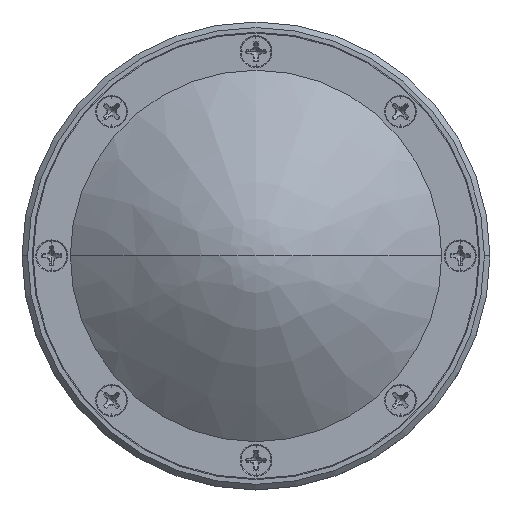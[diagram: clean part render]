
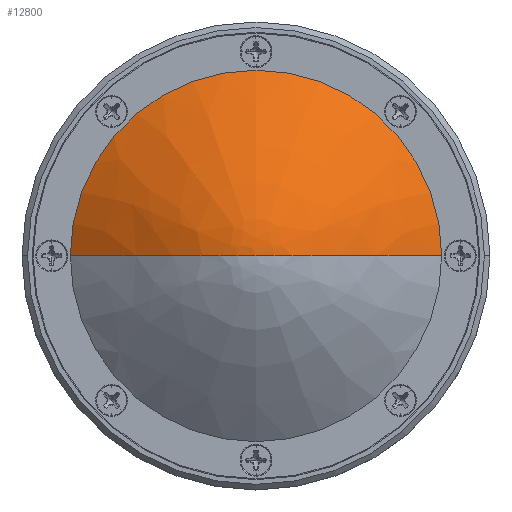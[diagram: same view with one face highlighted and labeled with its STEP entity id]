
A CAD part, top view. The second image highlights one B-rep face of the part: STEP entity #12800.
In plain terms, the highlighted free-form (B-spline) face has degree [5, 3] with [6, 4] control points.
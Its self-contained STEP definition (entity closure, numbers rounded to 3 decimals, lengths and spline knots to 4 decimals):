
#2501 = DIRECTION ( 'NONE',  ( 0., 0., -1. ) ) ;
#2986 = VERTEX_POINT ( 'NONE', #36499 ) ;
#3157 = CIRCLE ( 'NONE', #42346, 1. ) ;
#5128 = CARTESIAN_POINT ( 'NONE',  ( 1., 0., 0.1354 ) ) ;
#8396 = ORIENTED_EDGE ( 'NONE', *, *, #52878, .F. ) ;
#8825 = ORIENTED_EDGE ( 'NONE', *, *, #32250, .T. ) ;
#8895 = CARTESIAN_POINT ( 'NONE',  ( -0.4, 0., 0.5592 ) ) ;
#9214 = CARTESIAN_POINT ( 'NONE',  ( -0.4, 0.8, 0.5592 ) ) ;
#11013 = CARTESIAN_POINT ( 'NONE',  ( -0.4, 0., 0.5592 ) ) ;
#12776 = DIRECTION ( 'NONE',  ( -1., 0., 0. ) ) ;
#12800 = ADVANCED_FACE ( 'NONE', ( #49349 ), #45301, .F. ) ;
#13533 = CARTESIAN_POINT ( 'NONE',  ( 0., 0., 0.646 ) ) ;
#13855 = CARTESIAN_POINT ( 'NONE',  ( 0.6, 1.2, 0.4275 ) ) ;
#14813 = EDGE_CURVE ( 'NONE', #65202, #23859, #3157, .T. ) ;
#15218 = EDGE_LOOP ( 'NONE', ( #8396, #8825, #19954 ) ) ;
#19176 = CARTESIAN_POINT ( 'NONE',  ( 0., 0., 0.646 ) ) ;
#19954 = ORIENTED_EDGE ( 'NONE', *, *, #14813, .F. ) ;
#20707 = CARTESIAN_POINT ( 'NONE',  ( -1., 0., 0.1354 ) ) ;
#23859 = VERTEX_POINT ( 'NONE', #5128 ) ;
#24325 = CARTESIAN_POINT ( 'NONE',  ( 0.8, 0., 0.2866 ) ) ;
#24461 = CARTESIAN_POINT ( 'NONE',  ( 0.4, 0., 0.5592 ) ) ;
#25270 = CARTESIAN_POINT ( 'NONE',  ( 0., 0., 0.646 ) ) ;
#29123 = CARTESIAN_POINT ( 'NONE',  ( -1., 0., 0.1354 ) ) ;
#29435 = CARTESIAN_POINT ( 'NONE',  ( -1., 2., 0.1354 ) ) ;
#29771 = CARTESIAN_POINT ( 'NONE',  ( 0.6, 0., 0.4275 ) ) ;
#30130 = B_SPLINE_CURVE_WITH_KNOTS ( 'NONE', 5,
 ( #58819, #48885, #39907, #33966, #24325, #34942 ),
 .UNSPECIFIED., .F., .F.,
 ( 6, 6 ),
 ( 0.084, 0.924 ),
 .UNSPECIFIED. ) ;
#30573 = CARTESIAN_POINT ( 'NONE',  ( -1., 0., 0.1354 ) ) ;
#31956 = B_SPLINE_CURVE_WITH_KNOTS ( 'NONE', 5,
 ( #25270, #45491, #11013, #40527, #40859, #30573 ),
 .UNSPECIFIED., .F., .F.,
 ( 6, 6 ),
 ( 0.084, 0.924 ),
 .UNSPECIFIED. ) ;
#32250 = EDGE_CURVE ( 'NONE', #2986, #23859, #30130, .T. ) ;
#33766 = CARTESIAN_POINT ( 'NONE',  ( 1., 2., 0.1354 ) ) ;
#33966 = CARTESIAN_POINT ( 'NONE',  ( 0.6, 0., 0.4275 ) ) ;
#34106 = CARTESIAN_POINT ( 'NONE',  ( 0.2, 0., 0.6484 ) ) ;
#34748 = CARTESIAN_POINT ( 'NONE',  ( -0.8, 0., 0.2866 ) ) ;
#34942 = CARTESIAN_POINT ( 'NONE',  ( 1., 0., 0.1354 ) ) ;
#35082 = CARTESIAN_POINT ( 'NONE',  ( 0.2, 0.4, 0.6484 ) ) ;
#36499 = CARTESIAN_POINT ( 'NONE',  ( 0., 0., 0.646 ) ) ;
#38729 = CARTESIAN_POINT ( 'NONE',  ( 0.8, 1.6, 0.2866 ) ) ;
#39400 = CARTESIAN_POINT ( 'NONE',  ( -0.8, 1.6, 0.2866 ) ) ;
#39907 = CARTESIAN_POINT ( 'NONE',  ( 0.4, 0., 0.5592 ) ) ;
#40527 = CARTESIAN_POINT ( 'NONE',  ( -0.6, 0., 0.4275 ) ) ;
#40859 = CARTESIAN_POINT ( 'NONE',  ( -0.8, 0., 0.2866 ) ) ;
#42346 = AXIS2_PLACEMENT_3D ( 'NONE', #61872, #2501, #12776 ) ;
#44685 = CARTESIAN_POINT ( 'NONE',  ( 1., 0., 0.1354 ) ) ;
#45301 =( BOUNDED_SURFACE ( )  B_SPLINE_SURFACE ( 5, 3, ( 
 ( #48699, #19176, #59630, #13533 ),
 ( #58963, #59944, #35082, #34106 ),
 ( #8895, #9214, #63925, #24461 ),
 ( #60274, #54348, #13855, #29771 ),
 ( #34748, #39400, #38729, #59298 ),
 ( #29123, #29435, #33766, #44685 ) ),
 .UNSPECIFIED., .F., .F., .F. ) 
 B_SPLINE_SURFACE_WITH_KNOTS ( ( 6, 6 ),
 ( 4, 4 ),
 ( 0.084, 0.924 ),
 ( 0., 1. ),
 .UNSPECIFIED. ) 
 GEOMETRIC_REPRESENTATION_ITEM ( )  RATIONAL_B_SPLINE_SURFACE ( (
 ( 1., 0.333, 0.333, 1.),
 ( 1., 0.333, 0.333, 1.),
 ( 1., 0.333, 0.333, 1.),
 ( 1., 0.333, 0.333, 1.),
 ( 1., 0.333, 0.333, 1.),
 ( 1., 0.333, 0.333, 1.) ) ) 
 REPRESENTATION_ITEM ( '' )  SURFACE ( )  );
#45491 = CARTESIAN_POINT ( 'NONE',  ( -0.2, 0., 0.6484 ) ) ;
#48699 = CARTESIAN_POINT ( 'NONE',  ( 0., 0., 0.646 ) ) ;
#48885 = CARTESIAN_POINT ( 'NONE',  ( 0.2, 0., 0.6484 ) ) ;
#49349 = FACE_OUTER_BOUND ( 'NONE', #15218, .T. ) ;
#52878 = EDGE_CURVE ( 'NONE', #2986, #65202, #31956, .T. ) ;
#54348 = CARTESIAN_POINT ( 'NONE',  ( -0.6, 1.2, 0.4275 ) ) ;
#58819 = CARTESIAN_POINT ( 'NONE',  ( 0., 0., 0.646 ) ) ;
#58963 = CARTESIAN_POINT ( 'NONE',  ( -0.2, 0., 0.6484 ) ) ;
#59298 = CARTESIAN_POINT ( 'NONE',  ( 0.8, 0., 0.2866 ) ) ;
#59630 = CARTESIAN_POINT ( 'NONE',  ( 0., 0., 0.646 ) ) ;
#59944 = CARTESIAN_POINT ( 'NONE',  ( -0.2, 0.4, 0.6484 ) ) ;
#60274 = CARTESIAN_POINT ( 'NONE',  ( -0.6, 0., 0.4275 ) ) ;
#61872 = CARTESIAN_POINT ( 'NONE',  ( 0., 0., 0.1354 ) ) ;
#63925 = CARTESIAN_POINT ( 'NONE',  ( 0.4, 0.8, 0.5592 ) ) ;
#65202 = VERTEX_POINT ( 'NONE', #20707 ) ;
